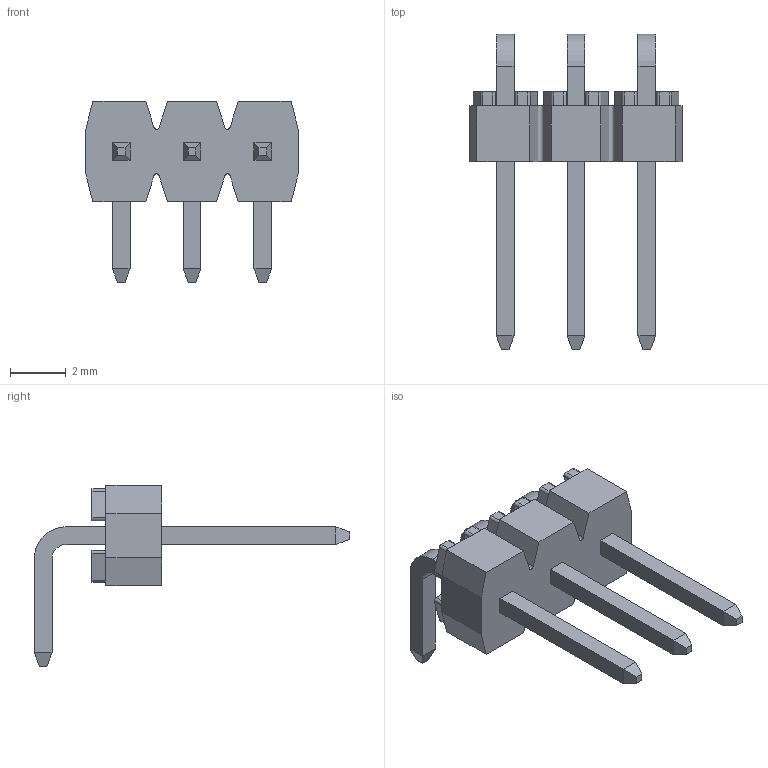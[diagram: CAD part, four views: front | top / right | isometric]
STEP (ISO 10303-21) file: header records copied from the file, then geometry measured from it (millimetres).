
FILE_DESCRIPTION(('STEP AP242'),'1');
FILE_NAME('90121-0763.stp','2022-03-19T19:20:04',('TraceParts'),('TraceParts S.A.'),'Spatial InterOp 3D',' ',' ');
FILE_SCHEMA(('AP242_MANAGED_MODEL_BASED_3D_ENGINEERING_MIM_LF {1 0 10303 442 1 1 4}'));
Length unit declared in the file: millimetre
Products named in the file (1): 90121-0763
Bounding box: 7.62 x 11.32 x 6.5 mm (x, y, z)
Volume: 69.5 mm3; surface area: 222.2 mm2
Topology: 1 solids, 1 shells, 224 faces, 588 edges, 384 vertices
Faces by surface type: plane 142, cylinder 82
Entity records: 6899 total; most frequent: DIRECTION 1202, CARTESIAN_POINT 1197, ORIENTED_EDGE 1176, EDGE_CURVE 588, LINE 424, VECTOR 424, AXIS2_PLACEMENT_3D 389, VERTEX_POINT 384
